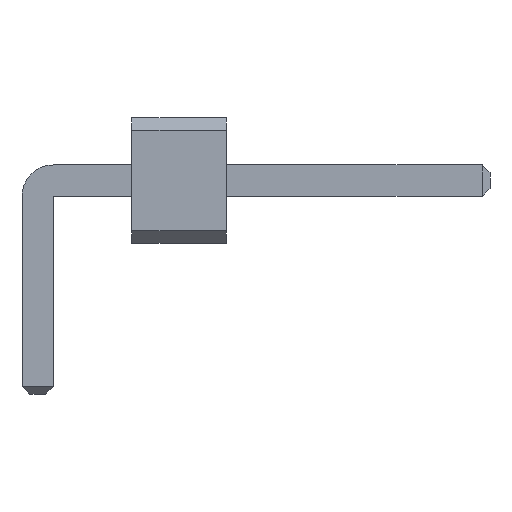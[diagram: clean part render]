
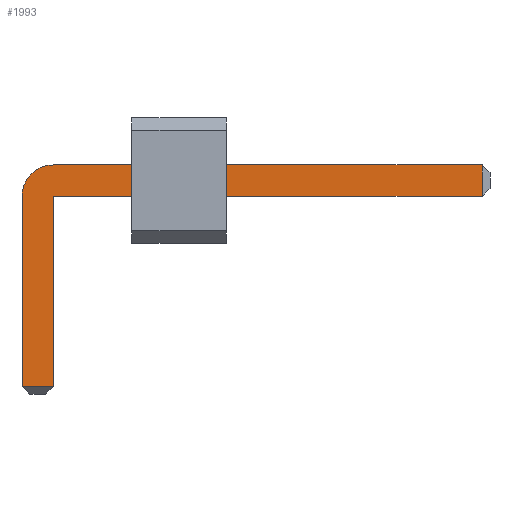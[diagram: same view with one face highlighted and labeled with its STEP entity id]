
A CAD part, front view. The second image highlights one B-rep face of the part: STEP entity #1993.
In plain terms, the highlighted planar face has unit normal (0, -1, 0).
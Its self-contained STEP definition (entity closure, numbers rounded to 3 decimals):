
#13=DIRECTION('',(0.,0.,1.));
#27=VECTOR('',#28,1.);
#28=DIRECTION('',(1.,0.,0.));
#847=VECTOR('',#13,1.);
#889=DIRECTION('',(0.,1.,0.));
#1807=VECTOR('',#1808,1.);
#1808=DIRECTION('',(0.,0.,-1.));
#1815=VECTOR('',#1816,1.);
#1816=DIRECTION('',(-1.,0.,0.));
#1837=DIRECTION('',(-0.,1.,0.));
#1847=VERTEX_POINT('',#1848);
#1848=CARTESIAN_POINT('',(0.25,-26.25,1.25));
#1850=ORIENTED_EDGE('',*,*,#1851,.T.);
#1851=EDGE_CURVE('',#1847,#1852,#1854,.T.);
#1852=VERTEX_POINT('',#1853);
#1853=CARTESIAN_POINT('',(7.075,-26.25,1.25));
#1854=LINE('',#1855,#27);
#1855=CARTESIAN_POINT('',(-0.25,-26.25,1.25));
#1891=EDGE_CURVE('',#1892,#1847,#1894,.T.);
#1892=VERTEX_POINT('',#1893);
#1893=CARTESIAN_POINT('',(-0.25,-26.25,0.75));
#1894=CIRCLE('',#1895,0.5);
#1895=AXIS2_PLACEMENT_3D('',#1896,#1837,#1808);
#1896=CARTESIAN_POINT('',(0.25,-26.25,0.75));
#1908=VERTEX_POINT('',#1909);
#1909=CARTESIAN_POINT('',(7.075,-26.25,0.75));
#1911=ORIENTED_EDGE('',*,*,#1912,.T.);
#1912=EDGE_CURVE('',#1908,#1913,#1914,.T.);
#1913=VERTEX_POINT('',#1896);
#1914=LINE('',#1915,#1815);
#1915=CARTESIAN_POINT('',(7.2,-26.25,0.75));
#1927=VERTEX_POINT('',#1928);
#1928=CARTESIAN_POINT('',(-0.25,-26.25,-2.275));
#1930=ORIENTED_EDGE('',*,*,#1931,.T.);
#1931=EDGE_CURVE('',#1927,#1892,#1932,.T.);
#1932=LINE('',#1933,#847);
#1933=CARTESIAN_POINT('',(-0.25,-26.25,-2.4));
#1941=ORIENTED_EDGE('',*,*,#1942,.T.);
#1942=EDGE_CURVE('',#1913,#1943,#1945,.T.);
#1943=VERTEX_POINT('',#1944);
#1944=CARTESIAN_POINT('',(0.25,-26.25,-2.275));
#1945=LINE('',#1896,#1807);
#1993=ADVANCED_FACE('',(#1994),#2003,.F.);
#1994=FACE_BOUND('',#1995,.F.);
#1995=EDGE_LOOP('',(#1850,#1996,#1911,#1941,#1999,#1930,#2002));
#1996=ORIENTED_EDGE('',*,*,#1997,.T.);
#1997=EDGE_CURVE('',#1852,#1908,#1998,.T.);
#1998=LINE('',#1853,#1807);
#1999=ORIENTED_EDGE('',*,*,#2000,.T.);
#2000=EDGE_CURVE('',#1943,#1927,#2001,.T.);
#2001=LINE('',#1944,#1815);
#2002=ORIENTED_EDGE('',*,*,#1891,.T.);
#2003=PLANE('',#2004);
#2004=AXIS2_PLACEMENT_3D('',#2005,#889,#13);
#2005=CARTESIAN_POINT('',(2.489,-26.25,0.411));
